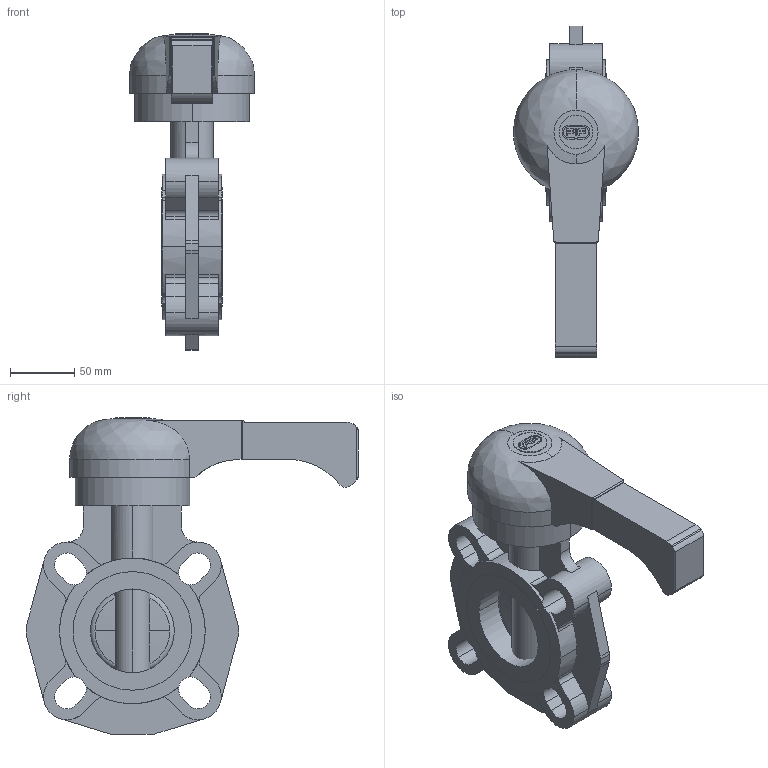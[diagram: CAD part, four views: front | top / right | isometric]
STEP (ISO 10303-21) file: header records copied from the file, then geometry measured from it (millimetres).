
FILE_DESCRIPTION(('STEP AP214'),'1');
FILE_NAME('fkomlm075f.stp','2018-03-07T07:28:22',('TraceParts'),('TraceParts S.A.'),'Spatial InterOp 3D',' ',' ');
FILE_SCHEMA(('automotive_design'));
Length unit declared in the file: millimetre
Products named in the file (4): fkomlm075f_1; fkomlm075f_2; fkomlm075f_3; fkomlm075f_4
Bounding box: 96.99 x 257.46 x 245.13 mm (x, y, z)
Volume: 1168060.7 mm3; surface area: 155824.6 mm2
Topology: 4 solids, 4 shells, 252 faces, 732 edges, 491 vertices
Faces by surface type: plane 121, cylinder 117, cone 8, torus 4, bspline 2
Entity records: 11003 total; most frequent: CARTESIAN_POINT 1995, DIRECTION 1496, ORIENTED_EDGE 1464, EDGE_CURVE 732, AXIS2_PLACEMENT_3D 546, VERTEX_POINT 491, LINE 404, VECTOR 404
